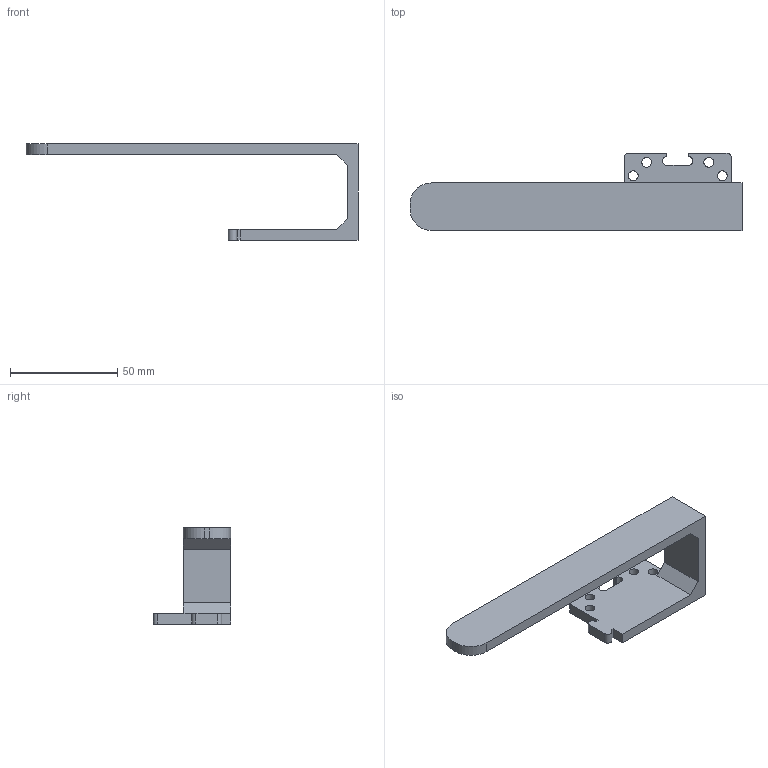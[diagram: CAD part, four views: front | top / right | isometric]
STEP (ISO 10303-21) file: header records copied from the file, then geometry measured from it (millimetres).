
FILE_DESCRIPTION(/* description */ (''),/* implementation_level */ '2;1');
FILE_NAME(/* name */ '40_Cube_XY_Table_Illumination_Arm.ipt.step',/* time_stamp */ '2022-11-29T08:26:19+01:00',/* author */ ('UC2'),/* organization */ (''),/* preprocessor_version */ 'ST-DEVELOPER v18.1',/* originating_system */ 'Autodesk Inventor 2022',/* authorisation */ '');
FILE_SCHEMA (('AUTOMOTIVE_DESIGN { 1 0 10303 214 3 1 1 }'));
Length unit declared in the file: millimetre
Products named in the file (1): 40_Cube_XY_Table_Illumination_Arm
Bounding box: 155 x 36.11 x 45 mm (x, y, z)
Volume: 30639 mm3; surface area: 15140.2 mm2
Topology: 1 solids, 1 shells, 42 faces, 116 edges, 76 vertices
Faces by surface type: plane 22, cylinder 16, cone 4
Full cylindrical faces by diameter (mm): 4.6 x4
Entity records: 1401 total; most frequent: DIRECTION 238, CARTESIAN_POINT 235, ORIENTED_EDGE 232, EDGE_CURVE 116, LINE 80, VECTOR 80, AXIS2_PLACEMENT_3D 79, VERTEX_POINT 76
